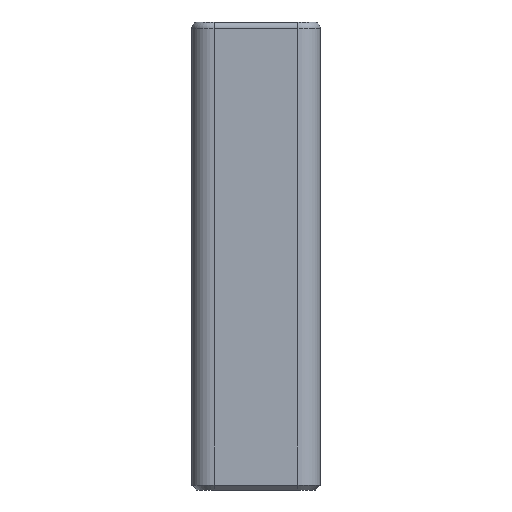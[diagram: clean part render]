
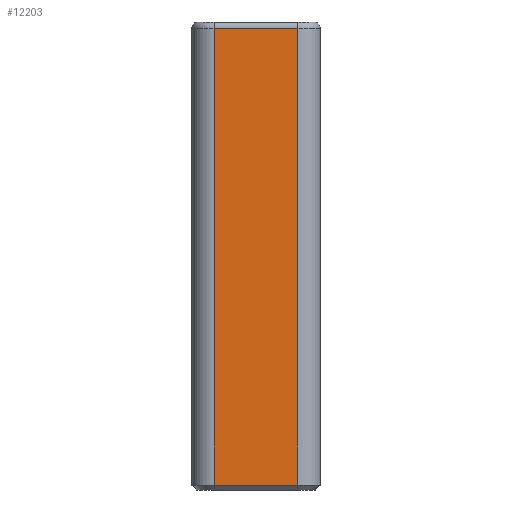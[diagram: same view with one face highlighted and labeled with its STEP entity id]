
A CAD part, front view. The second image highlights one B-rep face of the part: STEP entity #12203.
In plain terms, the highlighted planar face has unit normal (0, -1, 0).
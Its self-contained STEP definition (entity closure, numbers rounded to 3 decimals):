
#890=FACE_OUTER_BOUND('',#1619,.T.);
#1619=EDGE_LOOP('',(#10470,#10471,#10472,#10473));
#3270=LINE('',#19300,#4868);
#3275=LINE('',#19330,#4873);
#3276=LINE('',#19334,#4874);
#3277=LINE('',#19335,#4875);
#4868=VECTOR('',#15885,10.);
#4873=VECTOR('',#15926,10.);
#4874=VECTOR('',#15931,10.);
#4875=VECTOR('',#15932,10.);
#5870=VERTEX_POINT('',#19291);
#5872=VERTEX_POINT('',#19297);
#5880=VERTEX_POINT('',#19329);
#5881=VERTEX_POINT('',#19333);
#7505=EDGE_CURVE('',#5872,#5870,#3270,.T.);
#7521=EDGE_CURVE('',#5880,#5870,#3275,.T.);
#7523=EDGE_CURVE('',#5881,#5872,#3276,.T.);
#7524=EDGE_CURVE('',#5880,#5881,#3277,.T.);
#10470=ORIENTED_EDGE('',*,*,#7505,.F.);
#10471=ORIENTED_EDGE('',*,*,#7523,.F.);
#10472=ORIENTED_EDGE('',*,*,#7524,.F.);
#10473=ORIENTED_EDGE('',*,*,#7521,.T.);
#11549=PLANE('',#12936);
#12203=ADVANCED_FACE('',(#890),#11549,.T.);
#12936=AXIS2_PLACEMENT_3D('',#19332,#15929,#15930);
#15885=DIRECTION('',(1.,0.,0.));
#15926=DIRECTION('',(0.,0.,1.));
#15929=DIRECTION('center_axis',(0.,-1.,0.));
#15930=DIRECTION('ref_axis',(1.,0.,0.));
#15931=DIRECTION('',(0.,0.,1.));
#15932=DIRECTION('',(-1.,0.,0.));
#19291=CARTESIAN_POINT('',(-2.,-2.52,93.74));
#19297=CARTESIAN_POINT('',(-19.,-2.52,93.74));
#19300=CARTESIAN_POINT('',(-14.75,-2.52,93.74));
#19329=CARTESIAN_POINT('',(-2.,-2.52,1.));
#19330=CARTESIAN_POINT('',(-2.,-2.52,0.));
#19332=CARTESIAN_POINT('Origin',(-19.,-2.52,0.));
#19333=CARTESIAN_POINT('',(-19.,-2.52,1.));
#19334=CARTESIAN_POINT('',(-19.,-2.52,0.));
#19335=CARTESIAN_POINT('',(-14.75,-2.52,1.));
